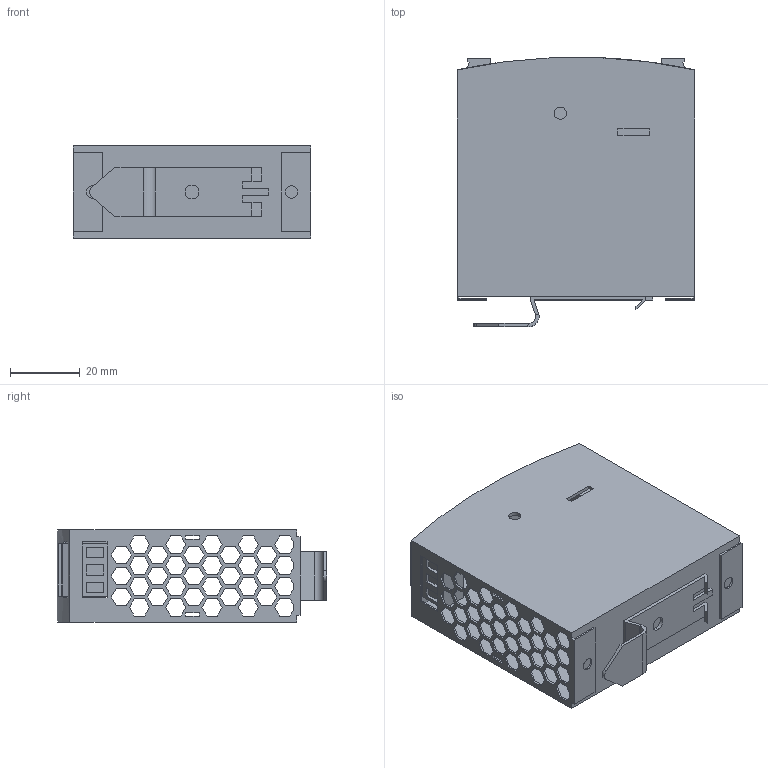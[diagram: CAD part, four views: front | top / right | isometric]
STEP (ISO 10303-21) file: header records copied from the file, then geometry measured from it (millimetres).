
FILE_DESCRIPTION (( 'STEP AP214' ), '1' );
FILE_NAME ('F603EDR-5.0-3P+5.0-2P-V1.0.STEP', '2025-03-27T01:54:15', ( '' ), ( '' ), 'SwSTEP 2.0', 'SolidWorks 2020', '' );
FILE_SCHEMA (( 'AUTOMOTIVE_DESIGN' ));
Length unit declared in the file: millimetre
Products named in the file (1): F603EDR-5.0-3P+5.0-2P-V1.0
Bounding box: 68 x 77.16 x 26.5 mm (x, y, z)
Volume: 15847.2 mm3; surface area: 31922.1 mm2
Topology: 3 solids, 3 shells, 652 faces, 1893 edges, 1256 vertices
Faces by surface type: plane 603, cylinder 39, torus 10
Entity records: 22188 total; most frequent: CARTESIAN_POINT 4230, ORIENTED_EDGE 3786, DIRECTION 3257, EDGE_CURVE 1893, LINE 1739, VECTOR 1739, VERTEX_POINT 1256, EDGE_LOOP 833
